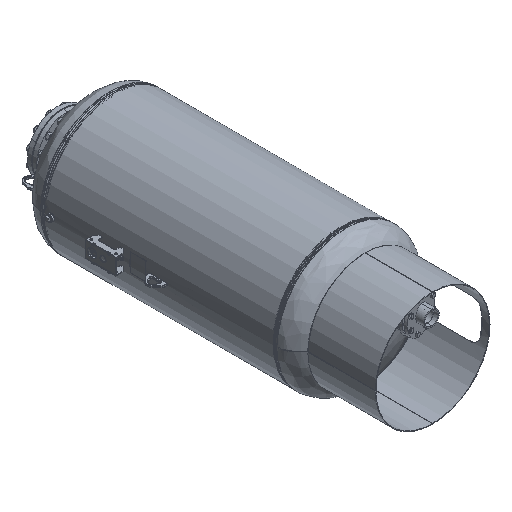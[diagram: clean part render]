
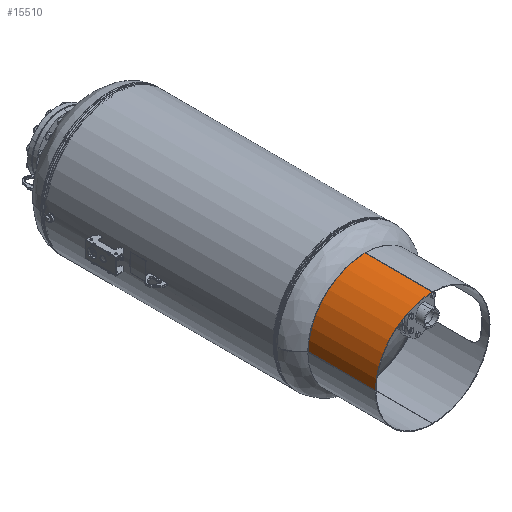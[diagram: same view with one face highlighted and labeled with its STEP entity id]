
A CAD part, isometric view. The second image highlights one B-rep face of the part: STEP entity #15510.
In plain terms, the highlighted cylindrical face has radius 381.069 mm (diameter 762.138 mm), a partial arc.
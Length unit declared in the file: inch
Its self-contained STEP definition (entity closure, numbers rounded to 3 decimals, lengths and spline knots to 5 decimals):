
#1162 = ORIENTED_EDGE ( 'NONE', *, *, #36697, .T. ) ;
#1233 = AXIS2_PLACEMENT_3D ( 'NONE', #3500, #42746, #34417 ) ;
#1816 = CARTESIAN_POINT ( 'NONE',  ( -15.00272, 0., 0. ) ) ;
#2212 = EDGE_LOOP ( 'NONE', ( #9194, #1162, #12341, #37751 ) ) ;
#3500 = CARTESIAN_POINT ( 'NONE',  ( 0., 17.703, 0. ) ) ;
#3796 = DIRECTION ( 'NONE',  ( 0., 1., 0. ) ) ;
#5175 = CARTESIAN_POINT ( 'NONE',  ( 0., 0., 15.00272 ) ) ;
#5179 = CARTESIAN_POINT ( 'NONE',  ( 0., 0., 0. ) ) ;
#5413 = VECTOR ( 'NONE', #3796, 39.37008 ) ;
#6350 = VERTEX_POINT ( 'NONE', #1816 ) ;
#7208 = CARTESIAN_POINT ( 'NONE',  ( 0., 17.703, 15.00272 ) ) ;
#8738 = DIRECTION ( 'NONE',  ( 0., 1., 0. ) ) ;
#9194 = ORIENTED_EDGE ( 'NONE', *, *, #42547, .T. ) ;
#12096 = CARTESIAN_POINT ( 'NONE',  ( 0., 0., 15.00272 ) ) ;
#12341 = ORIENTED_EDGE ( 'NONE', *, *, #40558, .F. ) ;
#12792 = AXIS2_PLACEMENT_3D ( 'NONE', #49407, #19956, #31597 ) ;
#13503 = CIRCLE ( 'NONE', #15131, 15.00272 ) ;
#13562 = VERTEX_POINT ( 'NONE', #43152 ) ;
#15131 = AXIS2_PLACEMENT_3D ( 'NONE', #5179, #8738, #43185 ) ;
#15510 = ADVANCED_FACE ( 'NONE', ( #33974 ), #27794, .T. ) ;
#19956 = DIRECTION ( 'NONE',  ( 0., 1., 0. ) ) ;
#24726 = LINE ( 'NONE', #40177, #5413 ) ;
#25612 = VECTOR ( 'NONE', #43180, 39.37008 ) ;
#26142 = VERTEX_POINT ( 'NONE', #7208 ) ;
#27794 = CYLINDRICAL_SURFACE ( 'NONE', #12792, 15.00272 ) ;
#31597 = DIRECTION ( 'NONE',  ( 0., 0., 1. ) ) ;
#33179 = VERTEX_POINT ( 'NONE', #12096 ) ;
#33974 = FACE_OUTER_BOUND ( 'NONE', #2212, .T. ) ;
#34417 = DIRECTION ( 'NONE',  ( 0., 0., 1. ) ) ;
#36697 = EDGE_CURVE ( 'NONE', #33179, #26142, #47461, .T. ) ;
#37751 = ORIENTED_EDGE ( 'NONE', *, *, #41847, .F. ) ;
#40177 = CARTESIAN_POINT ( 'NONE',  ( -15.00272, 0., 0. ) ) ;
#40558 = EDGE_CURVE ( 'NONE', #13562, #26142, #48141, .T. ) ;
#41847 = EDGE_CURVE ( 'NONE', #6350, #13562, #24726, .T. ) ;
#42547 = EDGE_CURVE ( 'NONE', #6350, #33179, #13503, .T. ) ;
#42746 = DIRECTION ( 'NONE',  ( 0., 1., 0. ) ) ;
#43152 = CARTESIAN_POINT ( 'NONE',  ( -15.00272, 17.703, 0. ) ) ;
#43180 = DIRECTION ( 'NONE',  ( 0., 1., 0. ) ) ;
#43185 = DIRECTION ( 'NONE',  ( 0., 0., 1. ) ) ;
#47461 = LINE ( 'NONE', #5175, #25612 ) ;
#48141 = CIRCLE ( 'NONE', #1233, 15.00272 ) ;
#49407 = CARTESIAN_POINT ( 'NONE',  ( 0., 0., 0. ) ) ;
